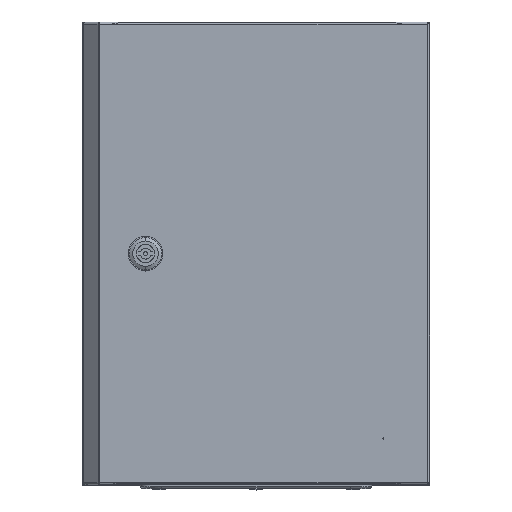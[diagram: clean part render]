
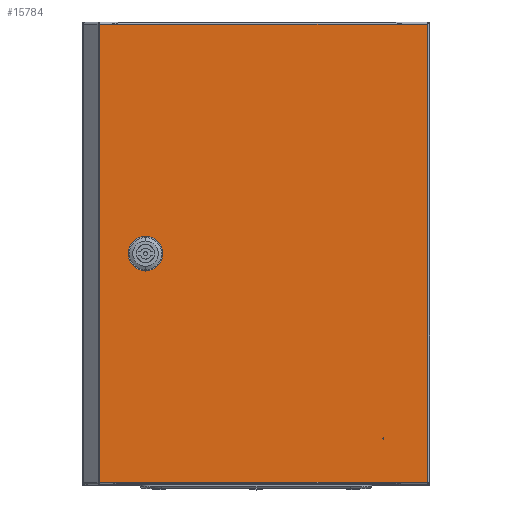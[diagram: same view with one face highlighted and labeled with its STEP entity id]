
A CAD part, top view. The second image highlights one B-rep face of the part: STEP entity #15784.
In plain terms, the highlighted face is planar.
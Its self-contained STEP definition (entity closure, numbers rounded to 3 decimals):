
#11 = LINE ( 'NONE', #8387, #20154 ) ;
#97 = DIRECTION ( 'NONE',  ( -1., 0., 0. ) ) ;
#256 = CIRCLE ( 'NONE', #19084, 3.5 ) ;
#322 = CARTESIAN_POINT ( 'NONE',  ( 47., 0., 191.75 ) ) ;
#574 = ORIENTED_EDGE ( 'NONE', *, *, #5309, .F. ) ;
#587 = LINE ( 'NONE', #3064, #24111 ) ;
#642 = DIRECTION ( 'NONE',  ( -1., 0., 0. ) ) ;
#720 = LINE ( 'NONE', #24308, #11016 ) ;
#807 = CARTESIAN_POINT ( 'NONE',  ( 47., 0., 188.25 ) ) ;
#1040 = CARTESIAN_POINT ( 'NONE',  ( 34.5, 0., 204.25 ) ) ;
#2169 = CARTESIAN_POINT ( 'NONE',  ( 47., 0., 204.25 ) ) ;
#3064 = CARTESIAN_POINT ( 'NONE',  ( 0., 0., 396. ) ) ;
#3257 = CARTESIAN_POINT ( 'NONE',  ( 284., 0., 0. ) ) ;
#3287 = EDGE_CURVE ( 'NONE', #17289, #7887, #7653, .T. ) ;
#3379 = DIRECTION ( 'NONE',  ( 0., -1., 0. ) ) ;
#3935 = EDGE_CURVE ( 'NONE', #16538, #17289, #720, .T. ) ;
#4785 = CARTESIAN_POINT ( 'NONE',  ( 50.5, 0., 191.75 ) ) ;
#4824 = AXIS2_PLACEMENT_3D ( 'NONE', #6355, #10612, #21170 ) ;
#4843 = DIRECTION ( 'NONE',  ( -1., 0., 0. ) ) ;
#4883 = DIRECTION ( 'NONE',  ( -1., 0., 0. ) ) ;
#5309 = EDGE_CURVE ( 'NONE', #6498, #10476, #7267, .T. ) ;
#5838 = CARTESIAN_POINT ( 'NONE',  ( 34.5, 0., 191.75 ) ) ;
#5986 = DIRECTION ( 'NONE',  ( 0., -1., 0. ) ) ;
#6355 = CARTESIAN_POINT ( 'NONE',  ( 0., 0., 396. ) ) ;
#6471 = CARTESIAN_POINT ( 'NONE',  ( 31., 0., 191.75 ) ) ;
#6498 = VERTEX_POINT ( 'NONE', #11824 ) ;
#6514 = LINE ( 'NONE', #23106, #7807 ) ;
#6593 = ORIENTED_EDGE ( 'NONE', *, *, #17146, .T. ) ;
#6655 = CIRCLE ( 'NONE', #12374, 3.5 ) ;
#6663 = DIRECTION ( 'NONE',  ( 0., 0., -1. ) ) ;
#6770 = DIRECTION ( 'NONE',  ( -1., 0., 0. ) ) ;
#6850 = CIRCLE ( 'NONE', #17805, 3.5 ) ;
#7267 = LINE ( 'NONE', #807, #14199 ) ;
#7464 = ORIENTED_EDGE ( 'NONE', *, *, #23303, .F. ) ;
#7570 = EDGE_CURVE ( 'NONE', #11502, #6498, #6850, .T. ) ;
#7653 = CIRCLE ( 'NONE', #24801, 3.5 ) ;
#7795 = CARTESIAN_POINT ( 'NONE',  ( 47., 0., 188.25 ) ) ;
#7807 = VECTOR ( 'NONE', #22970, 1000. ) ;
#7887 = VERTEX_POINT ( 'NONE', #24073 ) ;
#8043 = VERTEX_POINT ( 'NONE', #24607 ) ;
#8387 = CARTESIAN_POINT ( 'NONE',  ( 284., 0., 396. ) ) ;
#8553 = ORIENTED_EDGE ( 'NONE', *, *, #12200, .F. ) ;
#8691 = EDGE_CURVE ( 'NONE', #7887, #9440, #26053, .T. ) ;
#8703 = DIRECTION ( 'NONE',  ( 0., -1., 0. ) ) ;
#9373 = LINE ( 'NONE', #22258, #19522 ) ;
#9440 = VERTEX_POINT ( 'NONE', #26966 ) ;
#10476 = VERTEX_POINT ( 'NONE', #7795 ) ;
#10484 = ORIENTED_EDGE ( 'NONE', *, *, #15876, .T. ) ;
#10612 = DIRECTION ( 'NONE',  ( 0., -1., 0. ) ) ;
#11016 = VECTOR ( 'NONE', #23751, 1000. ) ;
#11502 = VERTEX_POINT ( 'NONE', #6471 ) ;
#11748 = ORIENTED_EDGE ( 'NONE', *, *, #16192, .F. ) ;
#11824 = CARTESIAN_POINT ( 'NONE',  ( 34.5, 0., 188.25 ) ) ;
#12200 = EDGE_CURVE ( 'NONE', #14037, #8043, #6514, .T. ) ;
#12374 = AXIS2_PLACEMENT_3D ( 'NONE', #1040, #3379, #4883 ) ;
#13629 = VECTOR ( 'NONE', #6663, 1000. ) ;
#13895 = DIRECTION ( 'NONE',  ( 0., 0., -1. ) ) ;
#14037 = VERTEX_POINT ( 'NONE', #3257 ) ;
#14199 = VECTOR ( 'NONE', #25658, 1000. ) ;
#14337 = CARTESIAN_POINT ( 'NONE',  ( 0.785, 0., 396. ) ) ;
#14375 = ORIENTED_EDGE ( 'NONE', *, *, #23241, .F. ) ;
#15092 = VERTEX_POINT ( 'NONE', #19620 ) ;
#15378 = ORIENTED_EDGE ( 'NONE', *, *, #7570, .F. ) ;
#15686 = ORIENTED_EDGE ( 'NONE', *, *, #3935, .F. ) ;
#15784 = ADVANCED_FACE ( 'NONE', ( #23220, #24759 ), #21037, .T. ) ;
#15876 = EDGE_CURVE ( 'NONE', #26166, #25469, #587, .T. ) ;
#16192 = EDGE_CURVE ( 'NONE', #26166, #14037, #11, .T. ) ;
#16538 = VERTEX_POINT ( 'NONE', #4785 ) ;
#16735 = DIRECTION ( 'NONE',  ( 0., 0., -1. ) ) ;
#16788 = DIRECTION ( 'NONE',  ( 1., 0., 0. ) ) ;
#17146 = EDGE_CURVE ( 'NONE', #25469, #8043, #23127, .T. ) ;
#17289 = VERTEX_POINT ( 'NONE', #19784 ) ;
#17569 = EDGE_LOOP ( 'NONE', ( #8553, #11748, #10484, #6593 ) ) ;
#17805 = AXIS2_PLACEMENT_3D ( 'NONE', #5838, #5986, #16788 ) ;
#18524 = EDGE_LOOP ( 'NONE', ( #20838, #15686, #14375, #574, #15378, #7464, #21051, #23497 ) ) ;
#18635 = VECTOR ( 'NONE', #642, 1000. ) ;
#18802 = EDGE_CURVE ( 'NONE', #9440, #15092, #6655, .T. ) ;
#19084 = AXIS2_PLACEMENT_3D ( 'NONE', #322, #8703, #6770 ) ;
#19211 = CARTESIAN_POINT ( 'NONE',  ( 284., 0., 396. ) ) ;
#19522 = VECTOR ( 'NONE', #13895, 1000. ) ;
#19578 = CARTESIAN_POINT ( 'NONE',  ( 47., 0., 207.75 ) ) ;
#19620 = CARTESIAN_POINT ( 'NONE',  ( 31., 0., 204.25 ) ) ;
#19784 = CARTESIAN_POINT ( 'NONE',  ( 50.5, 0., 204.25 ) ) ;
#20154 = VECTOR ( 'NONE', #16735, 1000. ) ;
#20838 = ORIENTED_EDGE ( 'NONE', *, *, #3287, .F. ) ;
#21037 = PLANE ( 'NONE',  #4824 ) ;
#21051 = ORIENTED_EDGE ( 'NONE', *, *, #18802, .F. ) ;
#21170 = DIRECTION ( 'NONE',  ( 0., 0., -1. ) ) ;
#21204 = CARTESIAN_POINT ( 'NONE',  ( 0.785, 0., 396. ) ) ;
#22258 = CARTESIAN_POINT ( 'NONE',  ( 31., 0., 191.75 ) ) ;
#22970 = DIRECTION ( 'NONE',  ( -1., 0., 0. ) ) ;
#23106 = CARTESIAN_POINT ( 'NONE',  ( 0., 0., 0. ) ) ;
#23127 = LINE ( 'NONE', #21204, #13629 ) ;
#23220 = FACE_BOUND ( 'NONE', #18524, .T. ) ;
#23241 = EDGE_CURVE ( 'NONE', #10476, #16538, #256, .T. ) ;
#23303 = EDGE_CURVE ( 'NONE', #15092, #11502, #9373, .T. ) ;
#23497 = ORIENTED_EDGE ( 'NONE', *, *, #8691, .F. ) ;
#23751 = DIRECTION ( 'NONE',  ( 0., 0., 1. ) ) ;
#24073 = CARTESIAN_POINT ( 'NONE',  ( 47., 0., 207.75 ) ) ;
#24111 = VECTOR ( 'NONE', #4843, 1000. ) ;
#24308 = CARTESIAN_POINT ( 'NONE',  ( 50.5, 0., 191.75 ) ) ;
#24607 = CARTESIAN_POINT ( 'NONE',  ( 0.785, 0., 0. ) ) ;
#24759 = FACE_OUTER_BOUND ( 'NONE', #17569, .T. ) ;
#24801 = AXIS2_PLACEMENT_3D ( 'NONE', #2169, #25363, #97 ) ;
#25363 = DIRECTION ( 'NONE',  ( 0., -1., 0. ) ) ;
#25469 = VERTEX_POINT ( 'NONE', #14337 ) ;
#25658 = DIRECTION ( 'NONE',  ( 1., 0., 0. ) ) ;
#26053 = LINE ( 'NONE', #19578, #18635 ) ;
#26166 = VERTEX_POINT ( 'NONE', #19211 ) ;
#26966 = CARTESIAN_POINT ( 'NONE',  ( 34.5, 0., 207.75 ) ) ;
